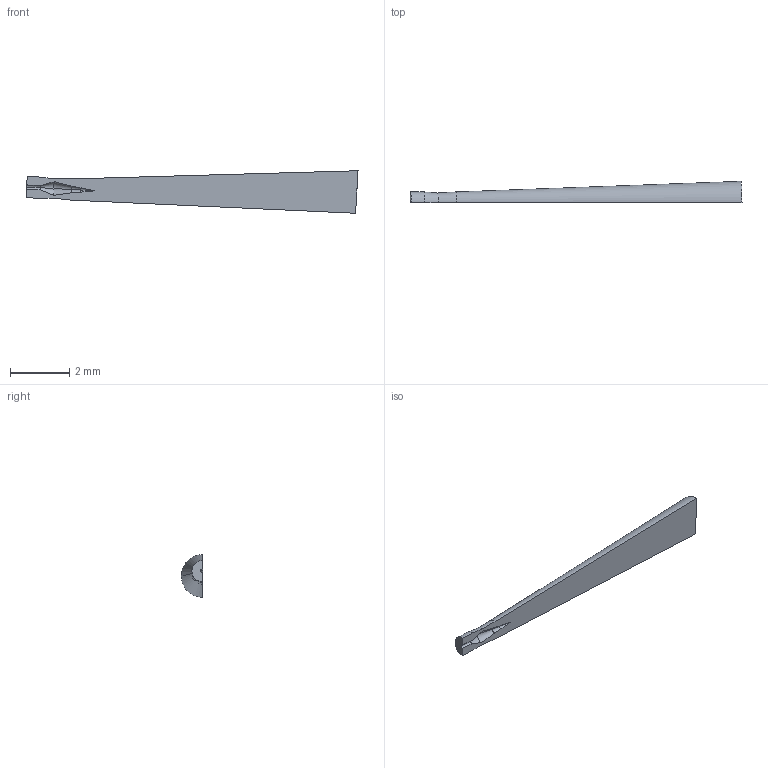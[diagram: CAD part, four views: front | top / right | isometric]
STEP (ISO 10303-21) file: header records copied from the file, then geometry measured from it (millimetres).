
FILE_DESCRIPTION(('Open CASCADE Model'),'2;1');
FILE_NAME('Open CASCADE Shape Model','2016-04-18T16:18:00',('Author'),( 'Open CASCADE'),'Open CASCADE STEP processor 6.8','Open CASCADE 6.8' ,'Unknown');
FILE_SCHEMA(('AUTOMOTIVE_DESIGN_CC2 { 1 2 10303 214 -1 1 5 4 }'));
Length unit declared in the file: millimetre
Products named in the file (1): Open CASCADE STEP translator 6.8 2
Bounding box: 11.16 x 0.72 x 1.43 mm (x, y, z)
Volume: 4.7 mm3; surface area: 30.4 mm2
Topology: 1 solids, 1 shells, 21 faces, 52 edges, 31 vertices
Faces by surface type: bspline 18, plane 3
Entity records: 4025 total; most frequent: CARTESIAN_POINT 3180, ORIENTED_EDGE 100, PCURVE 100, DEFINITIONAL_REPRESENTATION 100, DIRECTION 85, LINE 77, VECTOR 77, B_SPLINE_CURVE_WITH_KNOTS 73
